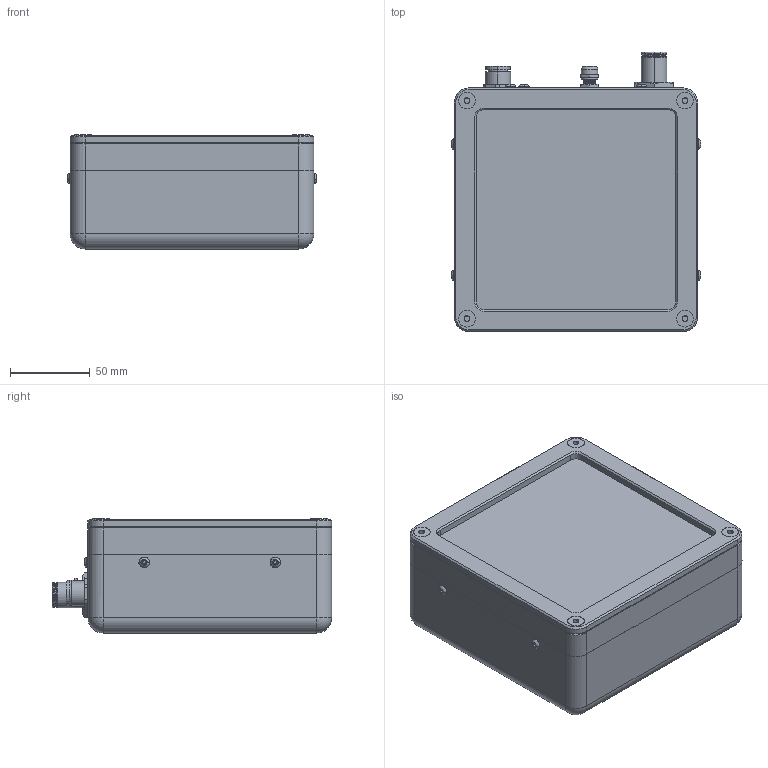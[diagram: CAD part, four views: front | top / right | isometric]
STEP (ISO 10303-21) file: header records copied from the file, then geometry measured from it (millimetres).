
FILE_DESCRIPTION (( 'STEP AP203' ), '1' );
FILE_NAME ('SK-9172 HP125A-15KW-HD.STEP', '2017-07-31T19:14:18', ( '' ), ( '' ), 'SwSTEP 2.0', 'SolidWorks 2016', '' );
FILE_SCHEMA (( 'CONFIG_CONTROL_DESIGN' ));
Products named in the file (1): SK-9172 HP125A-15KW-HD
Bounding box: 156.11 x 174.7 x 71.37 mm (x, y, z)
Surface area: 174695.9 mm2 (no closed solid volume)
Topology: 0 solids, 14 shells, 4154 faces, 11526 edges, 7496 vertices
Faces by surface type: plane 3226, cylinder 489, cone 283, bspline 114, sphere 22, torus 20
Entity records: 153549 total; most frequent: CARTESIAN_POINT 49177, ORIENTED_EDGE 23008, DIRECTION 19578, EDGE_CURVE 11518, LINE 9560, VECTOR 9560, VERTEX_POINT 7496, AXIS2_PLACEMENT_3D 5009
